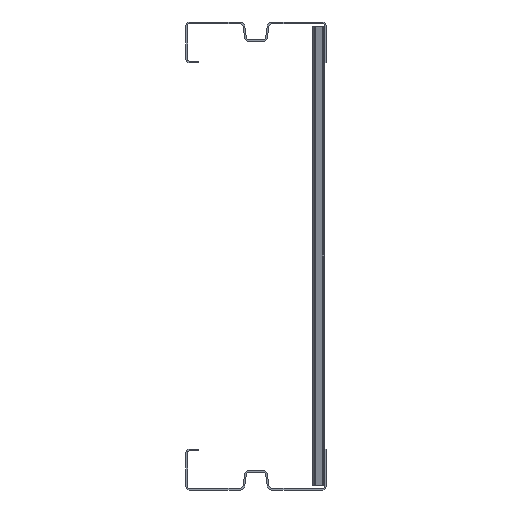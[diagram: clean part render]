
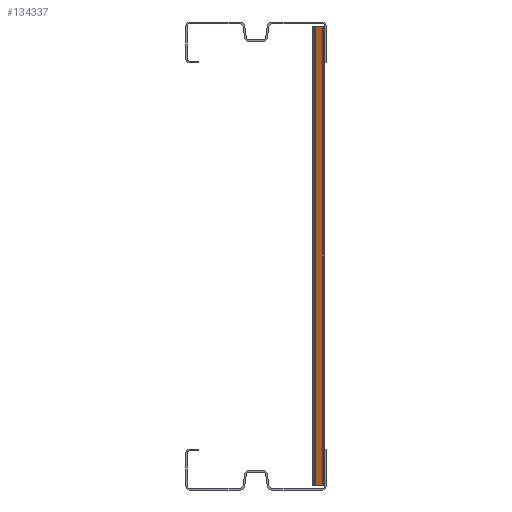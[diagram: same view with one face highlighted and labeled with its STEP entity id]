
A CAD part, left-side view. The second image highlights one B-rep face of the part: STEP entity #134337.
In plain terms, the highlighted planar face has unit normal (-0.94, 0.342, 0).
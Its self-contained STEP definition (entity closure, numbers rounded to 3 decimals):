
#76264=DIRECTION('',(0.,0.,1.));
#76265=VECTOR('',#76264,392.);
#76266=CARTESIAN_POINT('',(-1410.464,1.858,-196.));
#76267=LINE('',#76266,#76265);
#76272=DIRECTION('',(0.,0.,1.));
#76273=VECTOR('',#76272,392.);
#76274=CARTESIAN_POINT('',(-1408.027,8.552,-196.));
#76275=LINE('',#76274,#76273);
#79412=DIRECTION('',(-0.342,-0.94,0.));
#79413=VECTOR('',#79412,7.124);
#79414=CARTESIAN_POINT('',(-1408.027,8.552,-196.));
#79415=LINE('',#79414,#79413);
#79450=DIRECTION('',(-0.342,-0.94,0.));
#79451=VECTOR('',#79450,7.124);
#79452=CARTESIAN_POINT('',(-1408.027,8.552,196.));
#79453=LINE('',#79452,#79451);
#97224=CARTESIAN_POINT('',(-1408.027,8.552,-196.));
#97225=VERTEX_POINT('',#97224);
#97226=CARTESIAN_POINT('',(-1410.464,1.858,-196.));
#97227=VERTEX_POINT('',#97226);
#105904=CARTESIAN_POINT('',(-1408.027,8.552,196.));
#105905=VERTEX_POINT('',#105904);
#105906=CARTESIAN_POINT('',(-1410.464,1.858,196.));
#105907=VERTEX_POINT('',#105906);
#134323=CARTESIAN_POINT('',(-1408.027,8.552,-305.));
#134324=DIRECTION('',(-0.94,0.342,0.));
#134325=DIRECTION('',(-0.342,-0.94,0.));
#134326=AXIS2_PLACEMENT_3D('',#134323,#134324,#134325);
#134327=PLANE('',#134326);
#134329=ORIENTED_EDGE('',*,*,#134328,.T.);
#134331=ORIENTED_EDGE('',*,*,#134330,.T.);
#134332=ORIENTED_EDGE('',*,*,#134313,.F.);
#134334=ORIENTED_EDGE('',*,*,#134333,.F.);
#134335=EDGE_LOOP('',(#134329,#134331,#134332,#134334));
#134336=FACE_OUTER_BOUND('',#134335,.F.);
#134337=ADVANCED_FACE('',(#134336),#134327,.T.);
#134313=EDGE_CURVE('',#97227,#105907,#76267,.T.);
#134328=EDGE_CURVE('',#97225,#105905,#76275,.T.);
#134330=EDGE_CURVE('',#105905,#105907,#79453,.T.);
#134333=EDGE_CURVE('',#97225,#97227,#79415,.T.);
